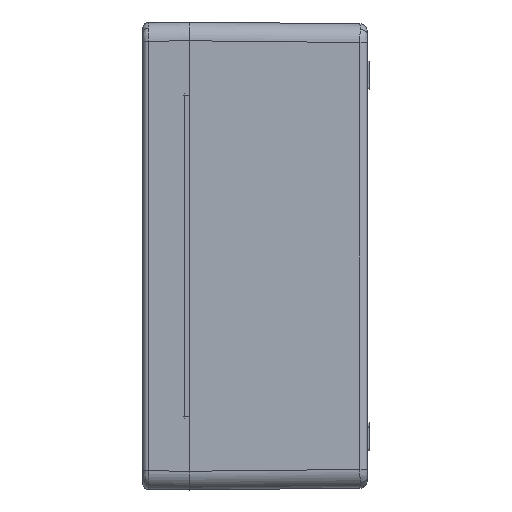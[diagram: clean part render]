
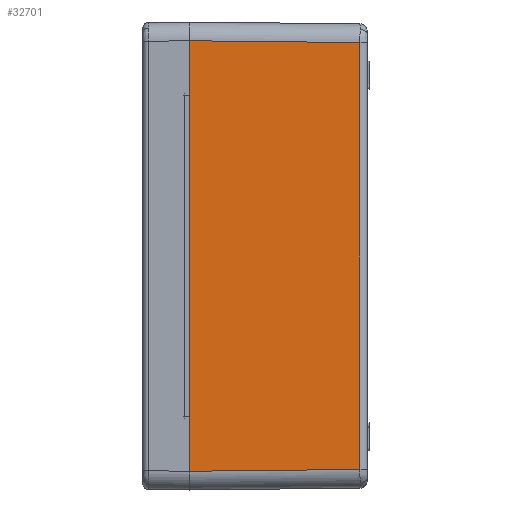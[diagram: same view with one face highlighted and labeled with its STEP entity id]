
A CAD part, left-side view. The second image highlights one B-rep face of the part: STEP entity #32701.
In plain terms, the highlighted planar face has unit normal (-1, -0.011, 0).
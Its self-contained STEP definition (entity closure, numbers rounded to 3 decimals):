
#14030 = CARTESIAN_POINT ( 'NONE',  ( -299.02, -91.542, 114.021 ) ) ;
#15903 = CARTESIAN_POINT ( 'NONE',  ( -299.974, -0.5, 114.974 ) ) ;
#15904 = CARTESIAN_POINT ( 'NONE',  ( -299.974, -0.5, -114.974 ) ) ;
#15905 = DIRECTION ( 'NONE',  ( 0., 0., 1. ) ) ;
#15906 = VECTOR ( 'NONE', #15905, 1000. ) ;
#15907 = CARTESIAN_POINT ( 'NONE',  ( -299.974, -0.5, -125. ) ) ;
#15908 = LINE ( 'NONE', #15907, #15906 ) ;
#18317 = DIRECTION ( 'NONE',  ( -0.01, 1., 0.01 ) ) ;
#18318 = VECTOR ( 'NONE', #18317, 1000. ) ;
#18319 = CARTESIAN_POINT ( 'NONE',  ( -299.974, -0.513, 114.974 ) ) ;
#18320 = LINE ( 'NONE', #18319, #18318 ) ;
#18519 = CARTESIAN_POINT ( 'NONE',  ( -299.02, -91.542, -114.021 ) ) ;
#18520 = DIRECTION ( 'NONE',  ( 0., 0., 1. ) ) ;
#18521 = VECTOR ( 'NONE', #18520, 1000. ) ;
#18522 = CARTESIAN_POINT ( 'NONE',  ( -299.02, -91.542, 113.979 ) ) ;
#18523 = LINE ( 'NONE', #18522, #18521 ) ;
#18603 = AXIS2_PLACEMENT_3D ( 'NONE', #18606, #18605, #18628 ) ;
#18605 = DIRECTION ( 'NONE',  ( -1., -0.01, 0. ) ) ;
#18606 = CARTESIAN_POINT ( 'NONE',  ( -300., 2., -125. ) ) ;
#18620 = DIRECTION ( 'NONE',  ( 0.01, -1., 0.01 ) ) ;
#18621 = VECTOR ( 'NONE', #18620, 1000. ) ;
#18622 = CARTESIAN_POINT ( 'NONE',  ( -300.001, 2.105, -115.002 ) ) ;
#18623 = LINE ( 'NONE', #18622, #18621 ) ;
#18628 = DIRECTION ( 'NONE',  ( 0.01, -1., 0. ) ) ;
#18641 = PLANE ( 'NONE',  #18603 ) ;
#18642 = FACE_OUTER_BOUND ( 'NONE', #32657, .T. ) ;
#28605 = VERTEX_POINT ( 'NONE', #14030 ) ;
#29475 = EDGE_CURVE ( 'NONE', #29476, #29477, #15908, .T. ) ;
#29476 = VERTEX_POINT ( 'NONE', #15904 ) ;
#29477 = VERTEX_POINT ( 'NONE', #15903 ) ;
#32566 = ORIENTED_EDGE ( 'NONE', *, *, #29475, .F. ) ;
#32582 = EDGE_CURVE ( 'NONE', #28605, #29477, #18320, .T. ) ;
#32603 = ORIENTED_EDGE ( 'NONE', *, *, #32582, .T. ) ;
#32606 = ORIENTED_EDGE ( 'NONE', *, *, #32684, .T. ) ;
#32642 = EDGE_CURVE ( 'NONE', #32643, #28605, #18523, .T. ) ;
#32643 = VERTEX_POINT ( 'NONE', #18519 ) ;
#32644 = ORIENTED_EDGE ( 'NONE', *, *, #32642, .T. ) ;
#32657 = EDGE_LOOP ( 'NONE', ( #32606, #32644, #32603, #32566 ) ) ;
#32684 = EDGE_CURVE ( 'NONE', #29476, #32643, #18623, .T. ) ;
#32701 = ADVANCED_FACE ( 'NONE', ( #18642 ), #18641, .T. ) ;
